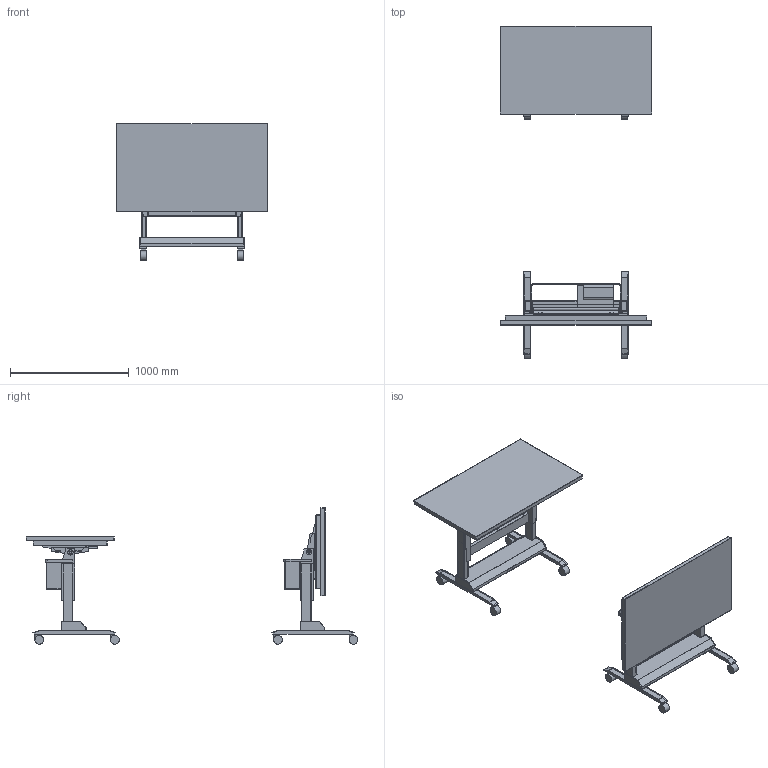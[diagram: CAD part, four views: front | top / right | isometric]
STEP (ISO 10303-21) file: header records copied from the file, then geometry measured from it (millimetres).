
FILE_DESCRIPTION(/* description */ (''),/* implementation_level */ '2;1');
FILE_NAME(/* name */ 'smo55-008_Scape Moveable 55_technical_drawing',/* time_stamp */ '2022-10-21T09:44:05+02:00',/* author */ (''),/* organization */ (''),/* preprocessor_version */ 'ST-DEVELOPER v16.5',/* originating_system */ 'Rhino 7.23',/* authorisation */ '');
FILE_SCHEMA (('AUTOMOTIVE_DESIGN_CC2'));
Length unit declared in the file: millimetre
Products named in the file (1): Document
Bounding box: 1274 x 2799.32 x 1150.96 mm (x, y, z)
Volume: 148445831.2 mm3; surface area: 18392569.5 mm2
Topology: 49 solids, 60 shells, 1283 faces, 3200 edges, 2112 vertices
Faces by surface type: plane 873, cylinder 374, bspline 36
Full cylindrical faces by diameter (mm): 3.3 x20, 4.7 x4, 6 x36, 8.4 x8, 20 x10, 30 x8, 45 x4, 75 x8
Entity records: 36414 total; most frequent: CARTESIAN_POINT 13910, ORIENTED_EDGE 6388, EDGE_CURVE 3200, B_SPLINE_CURVE_WITH_KNOTS 2232, VERTEX_POINT 2112, EDGE_LOOP 1426, ADVANCED_FACE 1283, FACE_OUTER_BOUND 1283
